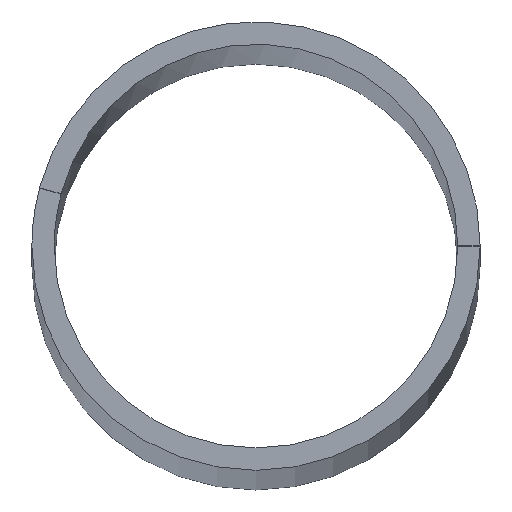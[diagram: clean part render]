
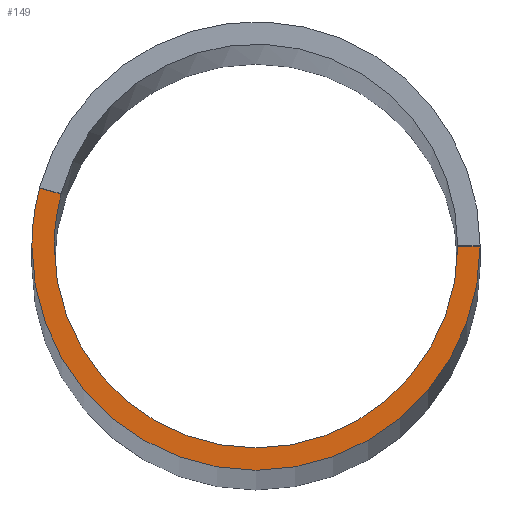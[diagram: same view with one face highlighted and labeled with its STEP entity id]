
A CAD part, top view. The second image highlights one B-rep face of the part: STEP entity #149.
In plain terms, the highlighted planar face has unit normal (0, 0, 1).
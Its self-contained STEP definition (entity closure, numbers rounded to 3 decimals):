
#5 = VERTEX_POINT ( 'NONE', #6 ) ;
#6 = CARTESIAN_POINT ( 'NONE',  ( 13.5, 0., 755. ) ) ;
#7 = CARTESIAN_POINT ( 'NONE',  ( 15., 0., 755. ) ) ;
#8 = CARTESIAN_POINT ( 'NONE',  ( -13.5, 0., 755. ) ) ;
#9 = VERTEX_POINT ( 'NONE', #8 ) ;
#12 = VERTEX_POINT ( 'NONE', #7 ) ;
#16 = VERTEX_POINT ( 'NONE', #25 ) ;
#17 = VERTEX_POINT ( 'NONE', #26 ) ;
#21 = VERTEX_POINT ( 'NONE', #30 ) ;
#25 = CARTESIAN_POINT ( 'NONE',  ( -15., 0., 755. ) ) ;
#26 = CARTESIAN_POINT ( 'NONE',  ( -14.489, 3.882, 755. ) ) ;
#30 = CARTESIAN_POINT ( 'NONE',  ( -13.04, 3.494, 755. ) ) ;
#42 = PLANE ( 'NONE',  #176 ) ;
#45 = CARTESIAN_POINT ( 'NONE',  ( -16.391, -765., 755. ) ) ;
#51 = DIRECTION ( 'NONE',  ( 0., 0., -1. ) ) ;
#52 = DIRECTION ( 'NONE',  ( -1., 0., 0. ) ) ;
#74 = CARTESIAN_POINT ( 'NONE',  ( 0., 0., 755. ) ) ;
#75 = DIRECTION ( 'NONE',  ( 0., 0., -1. ) ) ;
#76 = DIRECTION ( 'NONE',  ( -1., 0., 0. ) ) ;
#81 = CARTESIAN_POINT ( 'NONE',  ( -16.391, 0., 755. ) ) ;
#88 = DIRECTION ( 'NONE',  ( -1., 0., 0. ) ) ;
#94 = CARTESIAN_POINT ( 'NONE',  ( 0., 0., 755. ) ) ;
#96 = CARTESIAN_POINT ( 'NONE',  ( 0., 0., 755. ) ) ;
#98 = CARTESIAN_POINT ( 'NONE',  ( 0., 0., 755. ) ) ;
#99 = DIRECTION ( 'NONE',  ( 0., 0., -1. ) ) ;
#100 = DIRECTION ( 'NONE',  ( -1., 0., 0. ) ) ;
#102 = DIRECTION ( 'NONE',  ( 0., 0., -1. ) ) ;
#103 = DIRECTION ( 'NONE',  ( -1., 0., 0. ) ) ;
#104 = CARTESIAN_POINT ( 'NONE',  ( 0., 0., 755. ) ) ;
#105 = DIRECTION ( 'NONE',  ( -0.966, 0.259, 0. ) ) ;
#109 = DIRECTION ( 'NONE',  ( 0., 0., -1. ) ) ;
#110 = DIRECTION ( 'NONE',  ( -1., 0., 0. ) ) ;
#149 = ADVANCED_FACE ( 'NONE', ( #229 ), #42, .F. ) ;
#165 = AXIS2_PLACEMENT_3D ( 'NONE', #98, #109, #110 ) ;
#167 = AXIS2_PLACEMENT_3D ( 'NONE', #96, #99, #100 ) ;
#168 = AXIS2_PLACEMENT_3D ( 'NONE', #94, #102, #103 ) ;
#176 = AXIS2_PLACEMENT_3D ( 'NONE', #45, #51, #52 ) ;
#178 = AXIS2_PLACEMENT_3D ( 'NONE', #74, #75, #76 ) ;
#180 = EDGE_CURVE ( 'NONE', #16, #17, #214, .T. ) ;
#185 = EDGE_CURVE ( 'NONE', #12, #5, #291, .T. ) ;
#190 = EDGE_CURVE ( 'NONE', #9, #21, #301, .T. ) ;
#191 = EDGE_CURVE ( 'NONE', #12, #16, #303, .T. ) ;
#192 = EDGE_CURVE ( 'NONE', #21, #17, #299, .T. ) ;
#194 = EDGE_CURVE ( 'NONE', #5, #9, #307, .T. ) ;
#207 = ORIENTED_EDGE ( 'NONE', *, *, #190, .T. ) ;
#208 = ORIENTED_EDGE ( 'NONE', *, *, #185, .T. ) ;
#214 = CIRCLE ( 'NONE', #178, 15. ) ;
#218 = VECTOR ( 'NONE', #88, 1000. ) ;
#229 = FACE_OUTER_BOUND ( 'NONE', #285, .T. ) ;
#265 = ORIENTED_EDGE ( 'NONE', *, *, #194, .T. ) ;
#272 = ORIENTED_EDGE ( 'NONE', *, *, #191, .F. ) ;
#273 = ORIENTED_EDGE ( 'NONE', *, *, #180, .F. ) ;
#277 = ORIENTED_EDGE ( 'NONE', *, *, #192, .T. ) ;
#285 = EDGE_LOOP ( 'NONE', ( #208, #265, #207, #277, #273, #272 ) ) ;
#291 = LINE ( 'NONE', #81, #218 ) ;
#299 = LINE ( 'NONE', #104, #300 ) ;
#300 = VECTOR ( 'NONE', #105, 1000. ) ;
#301 = CIRCLE ( 'NONE', #167, 13.5 ) ;
#303 = CIRCLE ( 'NONE', #168, 15. ) ;
#307 = CIRCLE ( 'NONE', #165, 13.5 ) ;
